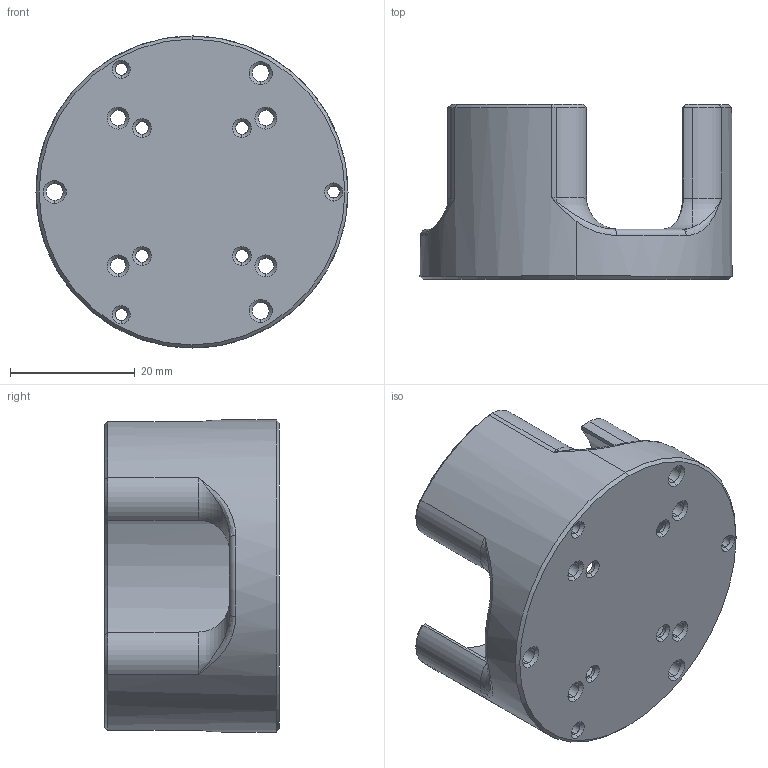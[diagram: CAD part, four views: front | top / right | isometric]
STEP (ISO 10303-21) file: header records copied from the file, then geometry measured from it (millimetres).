
FILE_DESCRIPTION (( 'STEP AP203' ), '1' );
FILE_NAME ('熬厒眊價釱', '2024-02-16T14:21:10', ( '' ), ( '' ), 'SwSTEP 2.0', 'SolidWorks 2022', '' );
FILE_SCHEMA (( 'CONFIG_CONTROL_DESIGN' ));
Length unit declared in the file: millimetre
Products named in the file (1): 减速箱基座__ù×ù__¨′_á¨′
Bounding box: 50 x 28 x 50 mm (x, y, z)
Volume: 16103.8 mm3; surface area: 10025.3 mm2
Topology: 1 solids, 1 shells, 141 faces, 335 edges, 192 vertices
Faces by surface type: cone 53, cylinder 46, plane 19, bspline 12, torus 11
Entity records: 6263 total; most frequent: CARTESIAN_POINT 2943, DIRECTION 706, ORIENTED_EDGE 658, EDGE_CURVE 329, AXIS2_PLACEMENT_3D 299, VERTEX_POINT 192, EDGE_LOOP 171, CIRCLE 169
